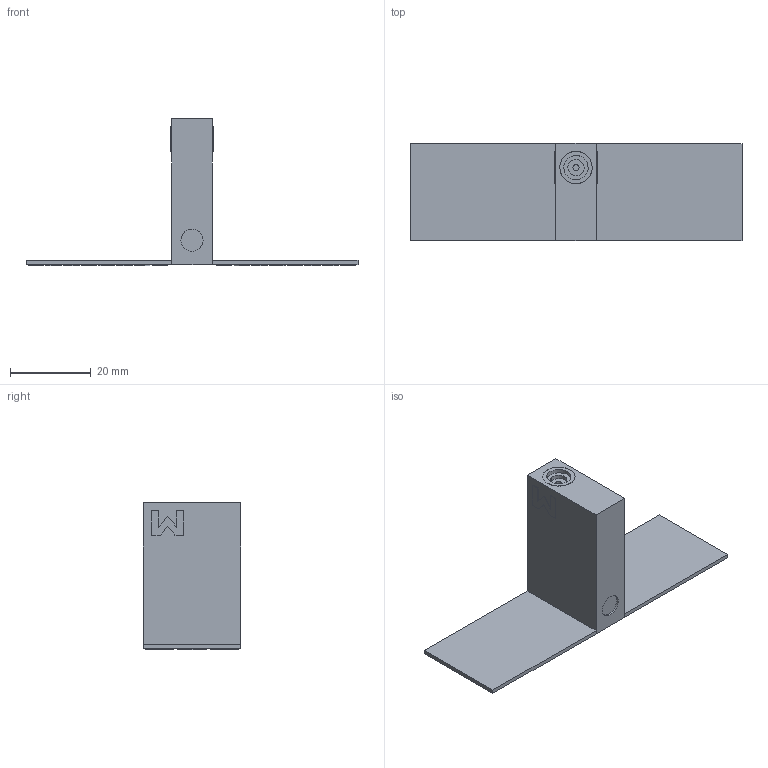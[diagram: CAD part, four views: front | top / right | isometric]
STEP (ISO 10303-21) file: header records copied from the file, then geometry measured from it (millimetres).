
FILE_DESCRIPTION (( 'STEP AP214' ), '1' );
FILE_NAME ('CubeSat.STEP', '2021-08-25T18:15:53', ( 'CAEN' ), ( 'University of Michigan' ), 'SwSTEP 2.0', 'SolidWorks 2020', '' );
FILE_SCHEMA (( 'AUTOMOTIVE_DESIGN' ));
Length unit declared in the file: millimetre
Products named in the file (10): SolarArray; Body; Maize; CubeSat; Instrument; Panel; Blue; Lens; SingleArray
Assembly tree (57 placements, depth 3):
  CubeSat
    Body
    Instrument
    Blue
    Maize
    Lens
    SolarArray
      Panel
      SingleArray  x24
    SolarArray
      Panel
      SingleArray  x24
Bounding box: 82 x 24 x 36.33 mm (x, y, z)
Volume: 10632.2 mm3; surface area: 9979.7 mm2
Topology: 55 solids, 55 shells, 453 faces, 1014 edges, 676 vertices
Faces by surface type: plane 439, cylinder 14
Entity records: 2704 total; most frequent: DIRECTION 450, CARTESIAN_POINT 393, ORIENTED_EDGE 312, AXIS2_PLACEMENT_3D 161, EDGE_CURVE 156, VECTOR 128, LINE 128, VERTEX_POINT 104
